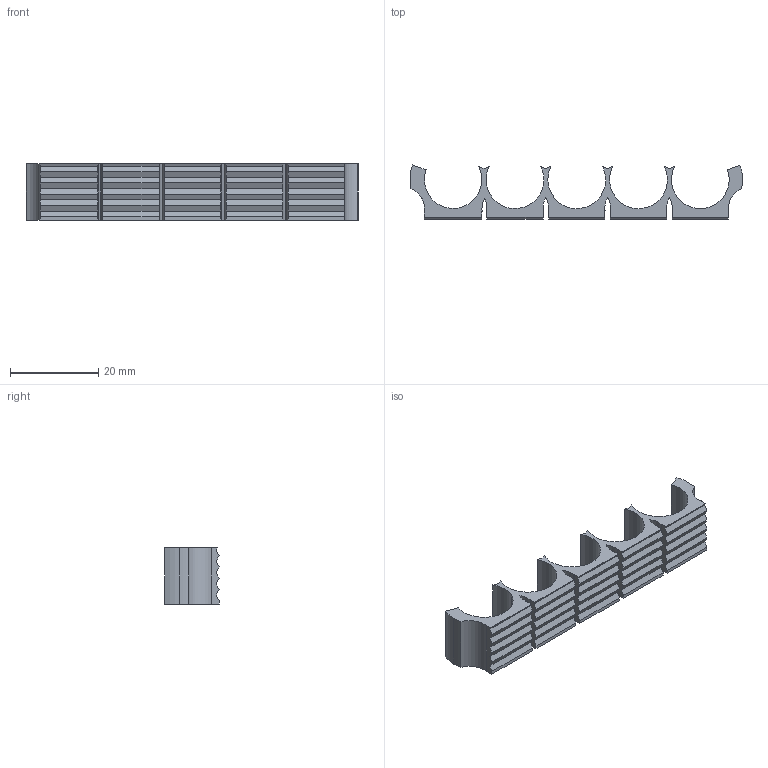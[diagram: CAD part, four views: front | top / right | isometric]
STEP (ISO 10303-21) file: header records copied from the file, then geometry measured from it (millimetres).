
FILE_DESCRIPTION(('HOOPS Exchange Step'),'2;1');
FILE_NAME('export-CEA479AD-EA53-4C90-AD7C-0A6FCB46305A.stp','2022-04-29T09:00:56-07:00',('john'),('Alibre'),'HOOPS Exchange 2021.2','Alibre','Unknown authorisation');
FILE_SCHEMA( ('AP242_MANAGED_MODEL_BASED_3D_ENGINEERING_MIM_LF {1 0 10303 442 1 1 4 }') );
Length unit declared in the file: inch
Products named in the file (1): CapacitorClip
Bounding box: 75.06 x 12.23 x 12.68 mm (x, y, z)
Volume: 3668.9 mm3; surface area: 4166.8 mm2
Topology: 1 solids, 1 shells, 119 faces, 351 edges, 234 vertices
Faces by surface type: plane 78, cylinder 41
Entity records: 3999 total; most frequent: CARTESIAN_POINT 706, ORIENTED_EDGE 702, DIRECTION 675, EDGE_CURVE 351, VECTOR 269, LINE 269, VERTEX_POINT 234, AXIS2_PLACEMENT_3D 203
